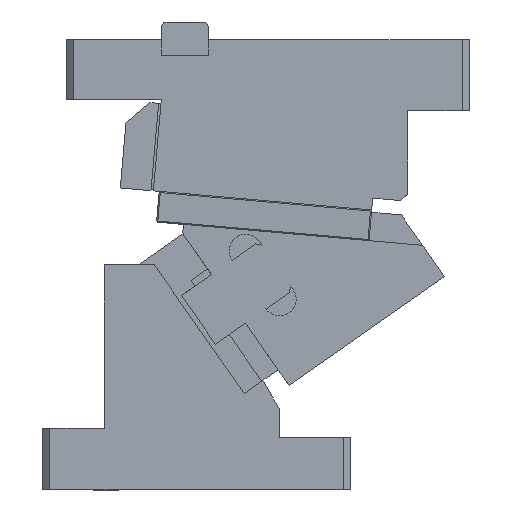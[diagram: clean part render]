
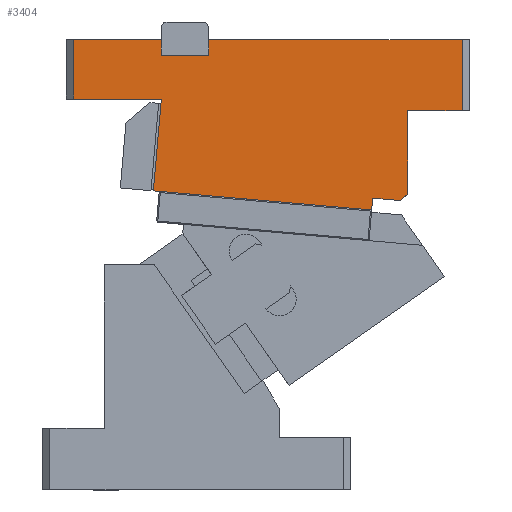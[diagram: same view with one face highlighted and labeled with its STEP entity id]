
A CAD part, front view. The second image highlights one B-rep face of the part: STEP entity #3404.
In plain terms, the highlighted planar face has unit normal (0, -1, 0).
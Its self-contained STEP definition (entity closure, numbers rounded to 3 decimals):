
#3080=CARTESIAN_POINT('Vertex',(151.011,0.,122.136)) ;
#3083=CARTESIAN_POINT('Line Origine',(145.137,0.,122.65)) ;
#3087=CARTESIAN_POINT('Vertex',(139.263,0.,123.164)) ;
#3223=CARTESIAN_POINT('Vertex',(154.,0.,124.875)) ;
#3226=CARTESIAN_POINT('Line Origine',(152.506,0.,123.505)) ;
#3261=CARTESIAN_POINT('Axis2P3D Location',(49.686,0.,160.614)) ;
#3266=CARTESIAN_POINT('Line Origine',(31.5,0.,190.)) ;
#3270=CARTESIAN_POINT('Vertex',(13.,0.,190.)) ;
#3272=CARTESIAN_POINT('Vertex',(50.,0.,190.)) ;
#3275=CARTESIAN_POINT('Line Origine',(13.,0.,177.5)) ;
#3279=CARTESIAN_POINT('Vertex',(13.,0.,165.)) ;
#3282=CARTESIAN_POINT('Line Origine',(31.535,0.,165.)) ;
#3286=CARTESIAN_POINT('Vertex',(50.07,0.,165.)) ;
#3289=CARTESIAN_POINT('Line Origine',(49.943,0.,163.554)) ;
#3293=CARTESIAN_POINT('Vertex',(49.817,0.,162.108)) ;
#3296=CARTESIAN_POINT('Line Origine',(49.751,0.,161.361)) ;
#3300=CARTESIAN_POINT('Vertex',(49.686,0.,160.614)) ;
#3303=CARTESIAN_POINT('Line Origine',(48.858,0.,151.15)) ;
#3307=CARTESIAN_POINT('Vertex',(48.03,0.,141.686)) ;
#3310=CARTESIAN_POINT('Line Origine',(47.354,0.,133.966)) ;
#3314=CARTESIAN_POINT('Vertex',(46.679,0.,126.245)) ;
#3317=CARTESIAN_POINT('Line Origine',(47.924,0.,126.136)) ;
#3321=CARTESIAN_POINT('Vertex',(49.169,0.,126.027)) ;
#3324=CARTESIAN_POINT('Line Origine',(93.998,0.,122.105)) ;
#3328=CARTESIAN_POINT('Vertex',(138.827,0.,118.183)) ;
#3331=CARTESIAN_POINT('Line Origine',(139.045,0.,120.674)) ;
#3336=CARTESIAN_POINT('Line Origine',(154.,0.,142.437)) ;
#3340=CARTESIAN_POINT('Vertex',(154.,0.,160.)) ;
#3343=CARTESIAN_POINT('Line Origine',(165.5,0.,160.)) ;
#3347=CARTESIAN_POINT('Vertex',(177.,0.,160.)) ;
#3350=CARTESIAN_POINT('Line Origine',(177.,0.,175.)) ;
#3354=CARTESIAN_POINT('Vertex',(177.,0.,190.)) ;
#3357=CARTESIAN_POINT('Line Origine',(123.5,0.,190.)) ;
#3361=CARTESIAN_POINT('Vertex',(70.,0.,190.)) ;
#3364=CARTESIAN_POINT('Line Origine',(70.,0.,186.75)) ;
#3368=CARTESIAN_POINT('Vertex',(70.,0.,183.5)) ;
#3371=CARTESIAN_POINT('Line Origine',(60.,0.,183.5)) ;
#3375=CARTESIAN_POINT('Vertex',(50.,0.,183.5)) ;
#3378=CARTESIAN_POINT('Line Origine',(50.,0.,186.75)) ;
#3084=DIRECTION('Vector Direction',(0.996,0.,-0.087)) ;
#3227=DIRECTION('Vector Direction',(0.737,0.,0.676)) ;
#3262=DIRECTION('Axis2P3D Direction',(0.,-1.,0.)) ;
#3263=DIRECTION('Axis2P3D XDirection',(-0.087,0.,-0.996)) ;
#3267=DIRECTION('Vector Direction',(1.,0.,0.)) ;
#3276=DIRECTION('Vector Direction',(0.,0.,1.)) ;
#3283=DIRECTION('Vector Direction',(1.,0.,0.)) ;
#3290=DIRECTION('Vector Direction',(-0.087,0.,-0.996)) ;
#3297=DIRECTION('Vector Direction',(-0.087,0.,-0.996)) ;
#3304=DIRECTION('Vector Direction',(-0.087,0.,-0.996)) ;
#3311=DIRECTION('Vector Direction',(-0.087,0.,-0.996)) ;
#3318=DIRECTION('Vector Direction',(0.996,0.,-0.087)) ;
#3325=DIRECTION('Vector Direction',(-0.996,0.,0.087)) ;
#3332=DIRECTION('Vector Direction',(0.087,0.,0.996)) ;
#3337=DIRECTION('Vector Direction',(0.,0.,1.)) ;
#3344=DIRECTION('Vector Direction',(1.,0.,0.)) ;
#3351=DIRECTION('Vector Direction',(0.,0.,1.)) ;
#3358=DIRECTION('Vector Direction',(1.,0.,0.)) ;
#3365=DIRECTION('Vector Direction',(0.,0.,1.)) ;
#3372=DIRECTION('Vector Direction',(1.,0.,0.)) ;
#3379=DIRECTION('Vector Direction',(0.,0.,-1.)) ;
#3264=AXIS2_PLACEMENT_3D('Plane Axis2P3D',#3261,#3262,#3263) ;
#3384=ORIENTED_EDGE('',*,*,#3274,.F.) ;
#3385=ORIENTED_EDGE('',*,*,#3281,.T.) ;
#3386=ORIENTED_EDGE('',*,*,#3288,.F.) ;
#3387=ORIENTED_EDGE('',*,*,#3295,.F.) ;
#3388=ORIENTED_EDGE('',*,*,#3302,.F.) ;
#3389=ORIENTED_EDGE('',*,*,#3309,.F.) ;
#3390=ORIENTED_EDGE('',*,*,#3316,.T.) ;
#3391=ORIENTED_EDGE('',*,*,#3323,.T.) ;
#3392=ORIENTED_EDGE('',*,*,#3330,.F.) ;
#3393=ORIENTED_EDGE('',*,*,#3335,.T.) ;
#3394=ORIENTED_EDGE('',*,*,#3089,.T.) ;
#3395=ORIENTED_EDGE('',*,*,#3230,.T.) ;
#3396=ORIENTED_EDGE('',*,*,#3342,.T.) ;
#3397=ORIENTED_EDGE('',*,*,#3349,.T.) ;
#3398=ORIENTED_EDGE('',*,*,#3356,.T.) ;
#3399=ORIENTED_EDGE('',*,*,#3363,.F.) ;
#3400=ORIENTED_EDGE('',*,*,#3370,.F.) ;
#3401=ORIENTED_EDGE('',*,*,#3377,.F.) ;
#3402=ORIENTED_EDGE('',*,*,#3382,.F.) ;
#3085=VECTOR('Line Direction',#3084,1.) ;
#3228=VECTOR('Line Direction',#3227,1.) ;
#3268=VECTOR('Line Direction',#3267,1.) ;
#3277=VECTOR('Line Direction',#3276,1.) ;
#3284=VECTOR('Line Direction',#3283,1.) ;
#3291=VECTOR('Line Direction',#3290,1.) ;
#3298=VECTOR('Line Direction',#3297,1.) ;
#3305=VECTOR('Line Direction',#3304,1.) ;
#3312=VECTOR('Line Direction',#3311,1.) ;
#3319=VECTOR('Line Direction',#3318,1.) ;
#3326=VECTOR('Line Direction',#3325,1.) ;
#3333=VECTOR('Line Direction',#3332,1.) ;
#3338=VECTOR('Line Direction',#3337,1.) ;
#3345=VECTOR('Line Direction',#3344,1.) ;
#3352=VECTOR('Line Direction',#3351,1.) ;
#3359=VECTOR('Line Direction',#3358,1.) ;
#3366=VECTOR('Line Direction',#3365,1.) ;
#3373=VECTOR('Line Direction',#3372,1.) ;
#3380=VECTOR('Line Direction',#3379,1.) ;
#3404=ADVANCED_FACE('CAM HOLDER',(#3403),#3265,.T.) ;
#3089=EDGE_CURVE('',#3088,#3081,#3086,.T.) ;
#3230=EDGE_CURVE('',#3081,#3224,#3229,.T.) ;
#3274=EDGE_CURVE('',#3271,#3273,#3269,.T.) ;
#3281=EDGE_CURVE('',#3271,#3280,#3278,.F.) ;
#3288=EDGE_CURVE('',#3287,#3280,#3285,.F.) ;
#3295=EDGE_CURVE('',#3294,#3287,#3292,.F.) ;
#3302=EDGE_CURVE('',#3301,#3294,#3299,.F.) ;
#3309=EDGE_CURVE('',#3308,#3301,#3306,.F.) ;
#3316=EDGE_CURVE('',#3308,#3315,#3313,.T.) ;
#3323=EDGE_CURVE('',#3315,#3322,#3320,.T.) ;
#3330=EDGE_CURVE('',#3329,#3322,#3327,.T.) ;
#3335=EDGE_CURVE('',#3329,#3088,#3334,.T.) ;
#3342=EDGE_CURVE('',#3224,#3341,#3339,.T.) ;
#3349=EDGE_CURVE('',#3341,#3348,#3346,.T.) ;
#3356=EDGE_CURVE('',#3348,#3355,#3353,.T.) ;
#3363=EDGE_CURVE('',#3362,#3355,#3360,.T.) ;
#3370=EDGE_CURVE('',#3369,#3362,#3367,.T.) ;
#3377=EDGE_CURVE('',#3376,#3369,#3374,.T.) ;
#3382=EDGE_CURVE('',#3273,#3376,#3381,.T.) ;
#3383=EDGE_LOOP('',(#3384,#3385,#3386,#3387,#3388,#3389,#3390,#3391,#3392,#3393,#3394,#3395,#3396,#3397,#3398,#3399,#3400,#3401,#3402)) ;
#3403=FACE_OUTER_BOUND('',#3383,.T.) ;
#3086=LINE('Line',#3083,#3085) ;
#3229=LINE('Line',#3226,#3228) ;
#3269=LINE('Line',#3266,#3268) ;
#3278=LINE('Line',#3275,#3277) ;
#3285=LINE('Line',#3282,#3284) ;
#3292=LINE('Line',#3289,#3291) ;
#3299=LINE('Line',#3296,#3298) ;
#3306=LINE('Line',#3303,#3305) ;
#3313=LINE('Line',#3310,#3312) ;
#3320=LINE('Line',#3317,#3319) ;
#3327=LINE('Line',#3324,#3326) ;
#3334=LINE('Line',#3331,#3333) ;
#3339=LINE('Line',#3336,#3338) ;
#3346=LINE('Line',#3343,#3345) ;
#3353=LINE('Line',#3350,#3352) ;
#3360=LINE('Line',#3357,#3359) ;
#3367=LINE('Line',#3364,#3366) ;
#3374=LINE('Line',#3371,#3373) ;
#3381=LINE('Line',#3378,#3380) ;
#3265=PLANE('Plane',#3264) ;
#3081=VERTEX_POINT('',#3080) ;
#3088=VERTEX_POINT('',#3087) ;
#3224=VERTEX_POINT('',#3223) ;
#3271=VERTEX_POINT('',#3270) ;
#3273=VERTEX_POINT('',#3272) ;
#3280=VERTEX_POINT('',#3279) ;
#3287=VERTEX_POINT('',#3286) ;
#3294=VERTEX_POINT('',#3293) ;
#3301=VERTEX_POINT('',#3300) ;
#3308=VERTEX_POINT('',#3307) ;
#3315=VERTEX_POINT('',#3314) ;
#3322=VERTEX_POINT('',#3321) ;
#3329=VERTEX_POINT('',#3328) ;
#3341=VERTEX_POINT('',#3340) ;
#3348=VERTEX_POINT('',#3347) ;
#3355=VERTEX_POINT('',#3354) ;
#3362=VERTEX_POINT('',#3361) ;
#3369=VERTEX_POINT('',#3368) ;
#3376=VERTEX_POINT('',#3375) ;
